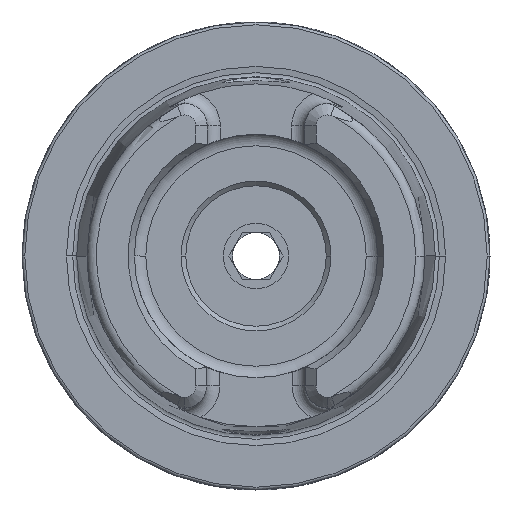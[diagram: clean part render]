
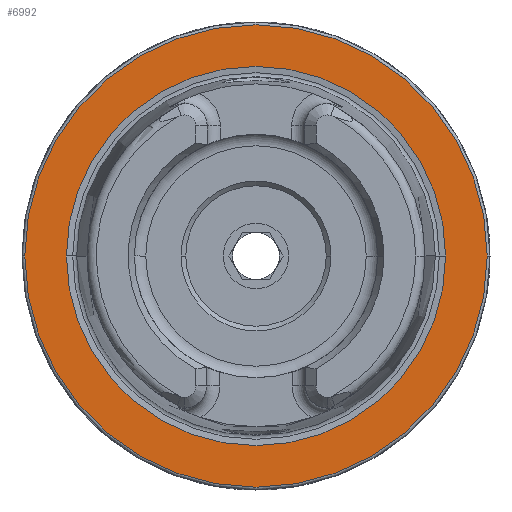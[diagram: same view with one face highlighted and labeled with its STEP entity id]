
A CAD part, left-side view. The second image highlights one B-rep face of the part: STEP entity #6992.
In plain terms, the highlighted planar face has unit normal (-1, 0, 0).
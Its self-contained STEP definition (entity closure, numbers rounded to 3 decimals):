
#132 = CARTESIAN_POINT ( 'NONE',  ( 0., 0., 0. ) ) ;
#310 = EDGE_CURVE ( 'NONE', #2605, #2086, #6023, .T. ) ;
#626 = VERTEX_POINT ( 'NONE', #6291 ) ;
#645 = EDGE_CURVE ( 'NONE', #6586, #626, #7199, .T. ) ;
#933 = AXIS2_PLACEMENT_3D ( 'NONE', #6893, #5596, #3788 ) ;
#974 = FACE_OUTER_BOUND ( 'NONE', #6695, .T. ) ;
#1079 = AXIS2_PLACEMENT_3D ( 'NONE', #2884, #7943, #6683 ) ;
#1088 = CARTESIAN_POINT ( 'NONE',  ( 0., 20.258, 0. ) ) ;
#1486 = DIRECTION ( 'NONE',  ( 0., -1., 0. ) ) ;
#1849 = EDGE_LOOP ( 'NONE', ( #2222, #5866 ) ) ;
#2086 = VERTEX_POINT ( 'NONE', #5901 ) ;
#2090 = CARTESIAN_POINT ( 'NONE',  ( 0., 0., 0. ) ) ;
#2222 = ORIENTED_EDGE ( 'NONE', *, *, #5548, .F. ) ;
#2605 = VERTEX_POINT ( 'NONE', #1088 ) ;
#2738 = CARTESIAN_POINT ( 'NONE',  ( 0., -24.7, 0. ) ) ;
#2884 = CARTESIAN_POINT ( 'NONE',  ( 0., 24.7, 0. ) ) ;
#2969 = FACE_BOUND ( 'NONE', #1849, .T. ) ;
#3064 = EDGE_CURVE ( 'NONE', #626, #6586, #3819, .T. ) ;
#3272 = DIRECTION ( 'NONE',  ( 0., -1., 0. ) ) ;
#3570 = AXIS2_PLACEMENT_3D ( 'NONE', #132, #5892, #1486 ) ;
#3621 = PLANE ( 'NONE',  #1079 ) ;
#3788 = DIRECTION ( 'NONE',  ( 0., -1., 0. ) ) ;
#3819 = CIRCLE ( 'NONE', #3570, 24.7 ) ;
#3986 = DIRECTION ( 'NONE',  ( 0., -1., 0. ) ) ;
#4324 = CIRCLE ( 'NONE', #933, 20.258 ) ;
#4461 = AXIS2_PLACEMENT_3D ( 'NONE', #2090, #5068, #3272 ) ;
#4547 = ORIENTED_EDGE ( 'NONE', *, *, #645, .T. ) ;
#5068 = DIRECTION ( 'NONE',  ( -1., 0., 0. ) ) ;
#5548 = EDGE_CURVE ( 'NONE', #2086, #2605, #4324, .T. ) ;
#5596 = DIRECTION ( 'NONE',  ( -1., 0., 0. ) ) ;
#5866 = ORIENTED_EDGE ( 'NONE', *, *, #310, .F. ) ;
#5892 = DIRECTION ( 'NONE',  ( -1., 0., 0. ) ) ;
#5901 = CARTESIAN_POINT ( 'NONE',  ( 0., -20.258, 0. ) ) ;
#6023 = CIRCLE ( 'NONE', #7450, 20.258 ) ;
#6291 = CARTESIAN_POINT ( 'NONE',  ( 0., 24.7, 0. ) ) ;
#6559 = CARTESIAN_POINT ( 'NONE',  ( 0., 0., 0. ) ) ;
#6586 = VERTEX_POINT ( 'NONE', #2738 ) ;
#6683 = DIRECTION ( 'NONE',  ( 0., 1., 0. ) ) ;
#6695 = EDGE_LOOP ( 'NONE', ( #4547, #7359 ) ) ;
#6893 = CARTESIAN_POINT ( 'NONE',  ( 0., 0., 0. ) ) ;
#6992 = ADVANCED_FACE ( 'NONE', ( #2969, #974 ), #3621, .F. ) ;
#7079 = DIRECTION ( 'NONE',  ( -1., 0., 0. ) ) ;
#7199 = CIRCLE ( 'NONE', #4461, 24.7 ) ;
#7359 = ORIENTED_EDGE ( 'NONE', *, *, #3064, .T. ) ;
#7450 = AXIS2_PLACEMENT_3D ( 'NONE', #6559, #7079, #3986 ) ;
#7943 = DIRECTION ( 'NONE',  ( 1., 0., 0. ) ) ;
